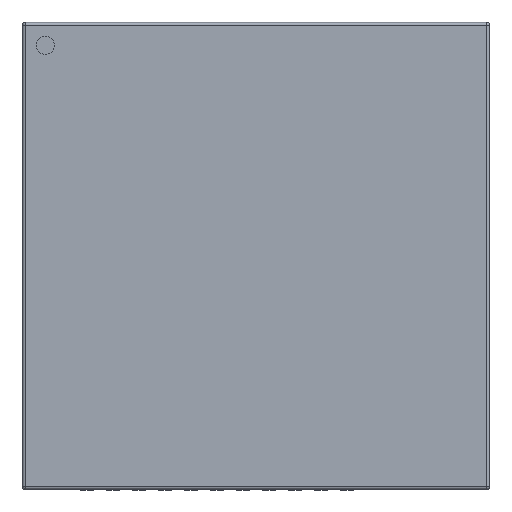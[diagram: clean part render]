
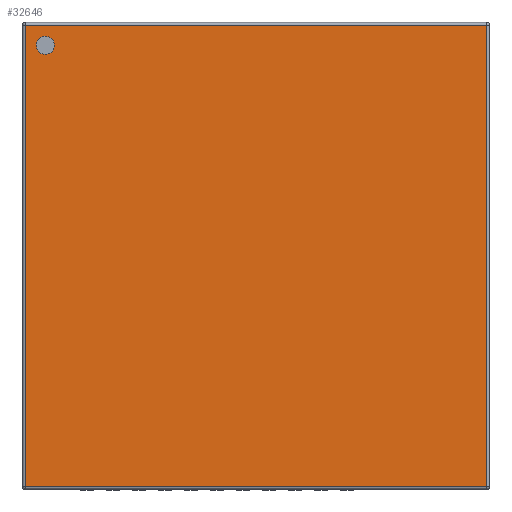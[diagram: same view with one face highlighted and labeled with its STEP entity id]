
A CAD part, top view. The second image highlights one B-rep face of the part: STEP entity #32646.
In plain terms, the highlighted planar face has unit normal (0, 0, 1).
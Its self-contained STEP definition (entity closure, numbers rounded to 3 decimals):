
#7242 = CYLINDRICAL_SURFACE('',#7243,0.05);
#7243 = AXIS2_PLACEMENT_3D('',#7244,#7245,#7246);
#7244 = CARTESIAN_POINT('',(-4.44,4.44,0.83));
#7245 = DIRECTION('',(-0.,-1.,-0.));
#7246 = DIRECTION('',(-1.,0.,0.));
#27920 = VERTEX_POINT('',#27921);
#27921 = CARTESIAN_POINT('',(-4.44,4.44,0.88));
#27941 = EDGE_CURVE('',#27920,#27942,#27944,.T.);
#27942 = VERTEX_POINT('',#27943);
#27943 = CARTESIAN_POINT('',(-4.44,-4.44,0.88));
#27944 = SURFACE_CURVE('',#27945,(#27949,#27956),.PCURVE_S1.);
#27945 = LINE('',#27946,#27947);
#27946 = CARTESIAN_POINT('',(-4.44,4.44,0.88));
#27947 = VECTOR('',#27948,1.);
#27948 = DIRECTION('',(-0.,-1.,-0.));
#27949 = PCURVE('',#7242,#27950);
#27950 = DEFINITIONAL_REPRESENTATION('',(#27951),#27955);
#27951 = LINE('',#27952,#27953);
#27952 = CARTESIAN_POINT('',(-1.571,0.));
#27953 = VECTOR('',#27954,1.);
#27954 = DIRECTION('',(-0.,1.));
#27955 = ( GEOMETRIC_REPRESENTATION_CONTEXT(2) 
PARAMETRIC_REPRESENTATION_CONTEXT() REPRESENTATION_CONTEXT('2D SPACE',''
  ) );
#27956 = PCURVE('',#27957,#27962);
#27957 = PLANE('',#27958);
#27958 = AXIS2_PLACEMENT_3D('',#27959,#27960,#27961);
#27959 = CARTESIAN_POINT('',(-4.49,-4.49,0.88));
#27960 = DIRECTION('',(0.,0.,1.));
#27961 = DIRECTION('',(1.,0.,0.));
#27962 = DEFINITIONAL_REPRESENTATION('',(#27963),#27967);
#27963 = LINE('',#27964,#27965);
#27964 = CARTESIAN_POINT('',(0.05,8.93));
#27965 = VECTOR('',#27966,1.);
#27966 = DIRECTION('',(-0.,-1.));
#27967 = ( GEOMETRIC_REPRESENTATION_CONTEXT(2) 
PARAMETRIC_REPRESENTATION_CONTEXT() REPRESENTATION_CONTEXT('2D SPACE',''
  ) );
#28413 = CYLINDRICAL_SURFACE('',#28414,0.05);
#28414 = AXIS2_PLACEMENT_3D('',#28415,#28416,#28417);
#28415 = CARTESIAN_POINT('',(-4.49,-4.44,0.83));
#28416 = DIRECTION('',(1.,0.,0.));
#28417 = DIRECTION('',(0.,-1.,0.));
#30121 = CYLINDRICAL_SURFACE('',#30122,0.05);
#30122 = AXIS2_PLACEMENT_3D('',#30123,#30124,#30125);
#30123 = CARTESIAN_POINT('',(-4.49,4.44,0.83));
#30124 = DIRECTION('',(1.,0.,0.));
#30125 = DIRECTION('',(0.,1.,0.));
#30524 = CYLINDRICAL_SURFACE('',#30525,0.05);
#30525 = AXIS2_PLACEMENT_3D('',#30526,#30527,#30528);
#30526 = CARTESIAN_POINT('',(4.44,4.44,0.83));
#30527 = DIRECTION('',(-0.,-1.,-0.));
#30528 = DIRECTION('',(0.,0.,1.));
#32646 = ADVANCED_FACE('',(#32647,#32717),#27957,.T.);
#32647 = FACE_BOUND('',#32648,.T.);
#32648 = EDGE_LOOP('',(#32649,#32672,#32695,#32716));
#32649 = ORIENTED_EDGE('',*,*,#32650,.T.);
#32650 = EDGE_CURVE('',#27942,#32651,#32653,.T.);
#32651 = VERTEX_POINT('',#32652);
#32652 = CARTESIAN_POINT('',(4.44,-4.44,0.88));
#32653 = SURFACE_CURVE('',#32654,(#32658,#32665),.PCURVE_S1.);
#32654 = LINE('',#32655,#32656);
#32655 = CARTESIAN_POINT('',(-4.49,-4.44,0.88));
#32656 = VECTOR('',#32657,1.);
#32657 = DIRECTION('',(1.,0.,0.));
#32658 = PCURVE('',#27957,#32659);
#32659 = DEFINITIONAL_REPRESENTATION('',(#32660),#32664);
#32660 = LINE('',#32661,#32662);
#32661 = CARTESIAN_POINT('',(0.,0.05));
#32662 = VECTOR('',#32663,1.);
#32663 = DIRECTION('',(1.,0.));
#32664 = ( GEOMETRIC_REPRESENTATION_CONTEXT(2) 
PARAMETRIC_REPRESENTATION_CONTEXT() REPRESENTATION_CONTEXT('2D SPACE',''
  ) );
#32665 = PCURVE('',#28413,#32666);
#32666 = DEFINITIONAL_REPRESENTATION('',(#32667),#32671);
#32667 = LINE('',#32668,#32669);
#32668 = CARTESIAN_POINT('',(-1.571,0.));
#32669 = VECTOR('',#32670,1.);
#32670 = DIRECTION('',(-0.,1.));
#32671 = ( GEOMETRIC_REPRESENTATION_CONTEXT(2) 
PARAMETRIC_REPRESENTATION_CONTEXT() REPRESENTATION_CONTEXT('2D SPACE',''
  ) );
#32672 = ORIENTED_EDGE('',*,*,#32673,.F.);
#32673 = EDGE_CURVE('',#32674,#32651,#32676,.T.);
#32674 = VERTEX_POINT('',#32675);
#32675 = CARTESIAN_POINT('',(4.44,4.44,0.88));
#32676 = SURFACE_CURVE('',#32677,(#32681,#32688),.PCURVE_S1.);
#32677 = LINE('',#32678,#32679);
#32678 = CARTESIAN_POINT('',(4.44,4.44,0.88));
#32679 = VECTOR('',#32680,1.);
#32680 = DIRECTION('',(-0.,-1.,-0.));
#32681 = PCURVE('',#27957,#32682);
#32682 = DEFINITIONAL_REPRESENTATION('',(#32683),#32687);
#32683 = LINE('',#32684,#32685);
#32684 = CARTESIAN_POINT('',(8.93,8.93));
#32685 = VECTOR('',#32686,1.);
#32686 = DIRECTION('',(-0.,-1.));
#32687 = ( GEOMETRIC_REPRESENTATION_CONTEXT(2) 
PARAMETRIC_REPRESENTATION_CONTEXT() REPRESENTATION_CONTEXT('2D SPACE',''
  ) );
#32688 = PCURVE('',#30524,#32689);
#32689 = DEFINITIONAL_REPRESENTATION('',(#32690),#32694);
#32690 = LINE('',#32691,#32692);
#32691 = CARTESIAN_POINT('',(-0.,0.));
#32692 = VECTOR('',#32693,1.);
#32693 = DIRECTION('',(-0.,1.));
#32694 = ( GEOMETRIC_REPRESENTATION_CONTEXT(2) 
PARAMETRIC_REPRESENTATION_CONTEXT() REPRESENTATION_CONTEXT('2D SPACE',''
  ) );
#32695 = ORIENTED_EDGE('',*,*,#32696,.F.);
#32696 = EDGE_CURVE('',#27920,#32674,#32697,.T.);
#32697 = SURFACE_CURVE('',#32698,(#32702,#32709),.PCURVE_S1.);
#32698 = LINE('',#32699,#32700);
#32699 = CARTESIAN_POINT('',(-4.49,4.44,0.88));
#32700 = VECTOR('',#32701,1.);
#32701 = DIRECTION('',(1.,0.,0.));
#32702 = PCURVE('',#27957,#32703);
#32703 = DEFINITIONAL_REPRESENTATION('',(#32704),#32708);
#32704 = LINE('',#32705,#32706);
#32705 = CARTESIAN_POINT('',(0.,8.93));
#32706 = VECTOR('',#32707,1.);
#32707 = DIRECTION('',(1.,0.));
#32708 = ( GEOMETRIC_REPRESENTATION_CONTEXT(2) 
PARAMETRIC_REPRESENTATION_CONTEXT() REPRESENTATION_CONTEXT('2D SPACE',''
  ) );
#32709 = PCURVE('',#30121,#32710);
#32710 = DEFINITIONAL_REPRESENTATION('',(#32711),#32715);
#32711 = LINE('',#32712,#32713);
#32712 = CARTESIAN_POINT('',(1.571,0.));
#32713 = VECTOR('',#32714,1.);
#32714 = DIRECTION('',(0.,1.));
#32715 = ( GEOMETRIC_REPRESENTATION_CONTEXT(2) 
PARAMETRIC_REPRESENTATION_CONTEXT() REPRESENTATION_CONTEXT('2D SPACE',''
  ) );
#32716 = ORIENTED_EDGE('',*,*,#27941,.T.);
#32717 = FACE_BOUND('',#32718,.T.);
#32718 = EDGE_LOOP('',(#32719));
#32719 = ORIENTED_EDGE('',*,*,#32720,.F.);
#32720 = EDGE_CURVE('',#32721,#32721,#32723,.T.);
#32721 = VERTEX_POINT('',#32722);
#32722 = CARTESIAN_POINT('',(-3.875,-4.05,0.88));
#32723 = SURFACE_CURVE('',#32724,(#32729,#32736),.PCURVE_S1.);
#32724 = CIRCLE('',#32725,0.175);
#32725 = AXIS2_PLACEMENT_3D('',#32726,#32727,#32728);
#32726 = CARTESIAN_POINT('',(-4.05,-4.05,0.88));
#32727 = DIRECTION('',(0.,0.,1.));
#32728 = DIRECTION('',(1.,0.,0.));
#32729 = PCURVE('',#27957,#32730);
#32730 = DEFINITIONAL_REPRESENTATION('',(#32731),#32735);
#32731 = CIRCLE('',#32732,0.175);
#32732 = AXIS2_PLACEMENT_2D('',#32733,#32734);
#32733 = CARTESIAN_POINT('',(0.44,0.44));
#32734 = DIRECTION('',(1.,0.));
#32735 = ( GEOMETRIC_REPRESENTATION_CONTEXT(2) 
PARAMETRIC_REPRESENTATION_CONTEXT() REPRESENTATION_CONTEXT('2D SPACE',''
  ) );
#32736 = PCURVE('',#32737,#32742);
#32737 = CYLINDRICAL_SURFACE('',#32738,0.175);
#32738 = AXIS2_PLACEMENT_3D('',#32739,#32740,#32741);
#32739 = CARTESIAN_POINT('',(-4.05,-4.05,0.88));
#32740 = DIRECTION('',(-0.,-0.,-1.));
#32741 = DIRECTION('',(1.,0.,0.));
#32742 = DEFINITIONAL_REPRESENTATION('',(#32743),#32747);
#32743 = LINE('',#32744,#32745);
#32744 = CARTESIAN_POINT('',(-0.,0.));
#32745 = VECTOR('',#32746,1.);
#32746 = DIRECTION('',(-1.,0.));
#32747 = ( GEOMETRIC_REPRESENTATION_CONTEXT(2) 
PARAMETRIC_REPRESENTATION_CONTEXT() REPRESENTATION_CONTEXT('2D SPACE',''
  ) );
